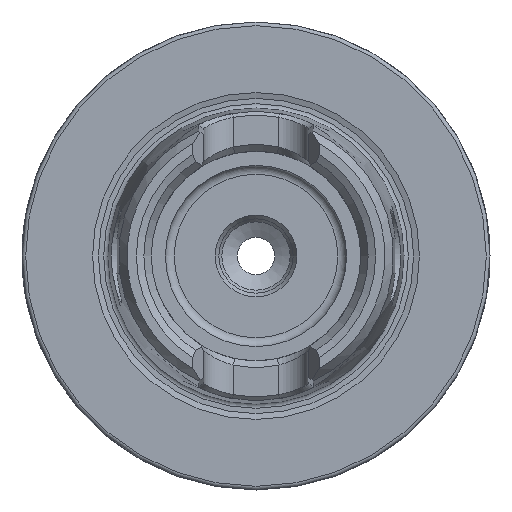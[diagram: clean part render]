
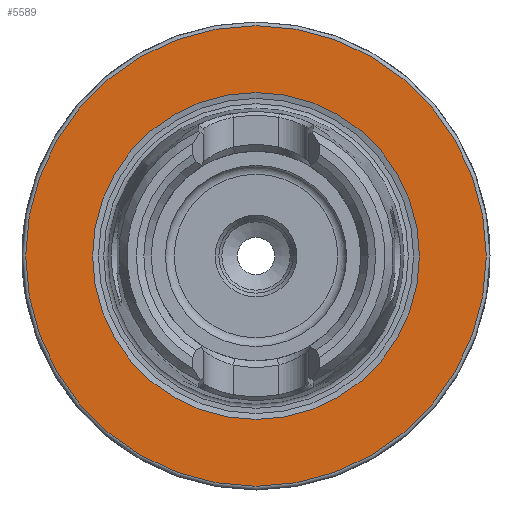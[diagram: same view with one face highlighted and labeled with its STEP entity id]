
A CAD part, left-side view. The second image highlights one B-rep face of the part: STEP entity #5589.
In plain terms, the highlighted planar face has unit normal (-1, 0, 0).
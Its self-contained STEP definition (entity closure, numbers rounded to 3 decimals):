
#5555=CARTESIAN_POINT('',(0.0,22.,0.0));
#5556=VERTEX_POINT('',#5555);
#5557=CARTESIAN_POINT('',(0.0,0.,0.0));
#5558=DIRECTION('',(1.0,0.0,0.0));
#5559=DIRECTION('',(0.0,1.0,0.0));
#5560=AXIS2_PLACEMENT_3D('',#5557,#5558,#5559);
#5561=CIRCLE('',#5560,22.);
#5562=EDGE_CURVE('',#5556,#5556,#5561,.T.);
#5570=CARTESIAN_POINT('',(0.0,26.5,0.0));
#5571=DIRECTION('',(-1.0,0.0,0.0));
#5572=DIRECTION('',(0.0,0.0,1.0));
#5573=AXIS2_PLACEMENT_3D('',#5570,#5571,#5572);
#5574=PLANE('',#5573);
#5575=CARTESIAN_POINT('',(0.0,31.,0.0));
#5576=VERTEX_POINT('',#5575);
#5577=CARTESIAN_POINT('',(0.0,0.,0.0));
#5578=DIRECTION('',(1.0,0.0,0.0));
#5579=DIRECTION('',(0.0,1.0,0.0));
#5580=AXIS2_PLACEMENT_3D('',#5577,#5578,#5579);
#5581=CIRCLE('',#5580,31.);
#5582=EDGE_CURVE('',#5576,#5576,#5581,.T.);
#5583=ORIENTED_EDGE('',*,*,#5582,.F.);
#5584=EDGE_LOOP('',(#5583));
#5585=FACE_OUTER_BOUND('',#5584,.T.);
#5586=ORIENTED_EDGE('',*,*,#5562,.T.);
#5587=EDGE_LOOP('',(#5586));
#5588=FACE_BOUND('',#5587,.T.);
#5589=ADVANCED_FACE('',(#5585,#5588),#5574,.T.);
